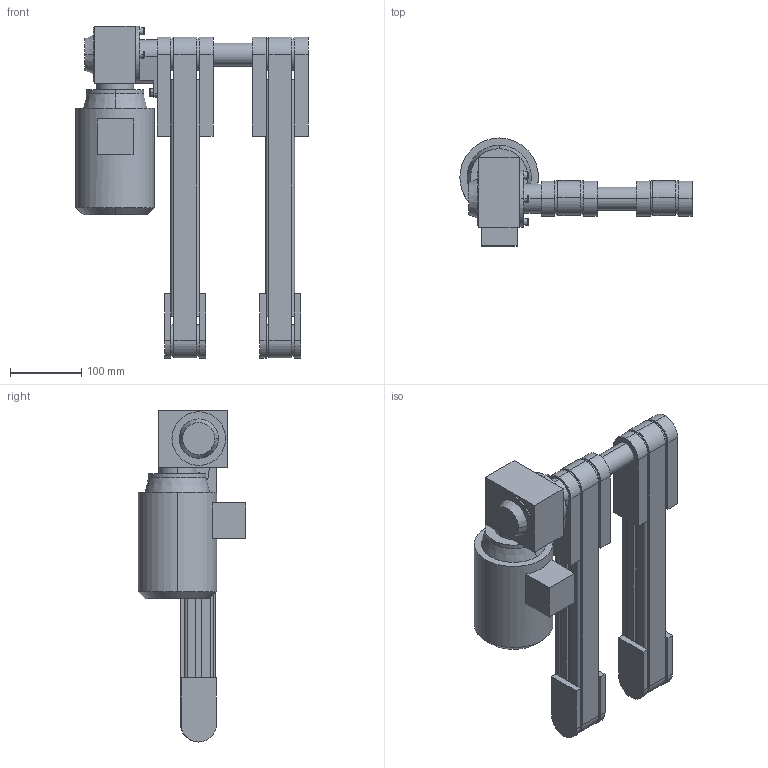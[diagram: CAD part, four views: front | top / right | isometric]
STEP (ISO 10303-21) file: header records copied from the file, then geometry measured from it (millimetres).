
FILE_DESCRIPTION(('STEP AP214'),'1');
FILE_NAME('c-040-41-400-t5_par_paz-m1-a1-r_133_0_2.stp','2017-04-15T23:58:55',('TraceParts'),('TraceParts S.A.'),'Spatial InterOp 3D',' ',' ');
FILE_SCHEMA(('automotive_design'));
Length unit declared in the file: millimetre
Products named in the file (1): c-040-41-400-t5_par_paz-m1-a1-r_133_0_2
Bounding box: 325 x 151 x 464.5 mm (x, y, z)
Volume: 4185237.1 mm3; surface area: 494829.2 mm2
Topology: 2 solids, 2 shells, 249 faces, 798 edges, 530 vertices
Faces by surface type: plane 169, cylinder 66, torus 8, cone 6
Entity records: 10840 total; most frequent: ORIENTED_EDGE 1596, CARTESIAN_POINT 1578, DIRECTION 1504, EDGE_CURVE 798, LINE 592, VECTOR 592, VERTEX_POINT 530, AXIS2_PLACEMENT_3D 456
